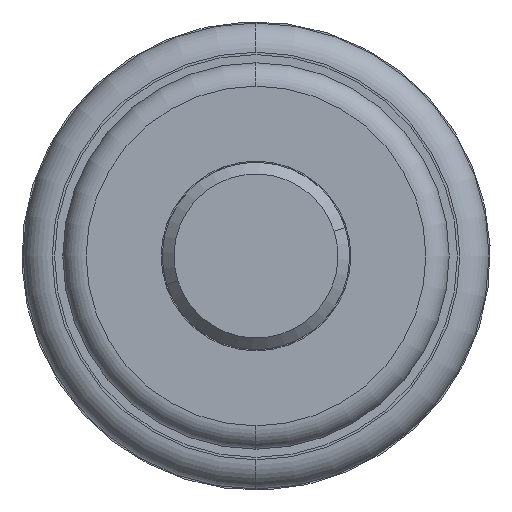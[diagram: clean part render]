
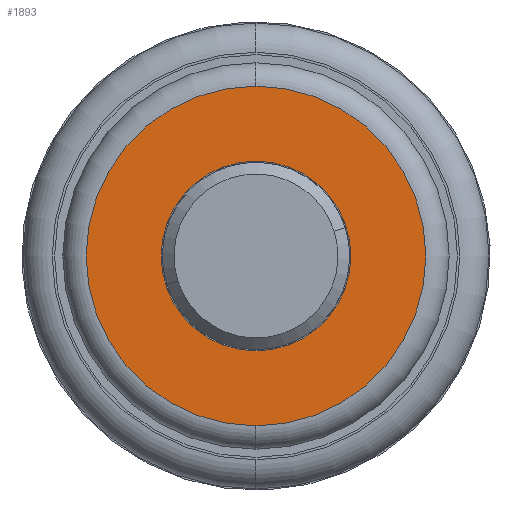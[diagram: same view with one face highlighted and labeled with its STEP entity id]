
A CAD part, left-side view. The second image highlights one B-rep face of the part: STEP entity #1893.
In plain terms, the highlighted planar face has unit normal (-1, 0, 0).
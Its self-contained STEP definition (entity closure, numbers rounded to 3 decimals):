
#115 = VERTEX_POINT ( 'NONE', #9916 ) ;
#261 = DIRECTION ( 'NONE',  ( 0., 0., -1. ) ) ;
#1893 = ADVANCED_FACE ( 'NONE', ( #14452, #10807 ), #14105, .T. ) ;
#2912 = EDGE_LOOP ( 'NONE', ( #18107, #13371 ) ) ;
#3612 = CARTESIAN_POINT ( 'NONE',  ( -2., 0., 0. ) ) ;
#3702 = EDGE_CURVE ( 'NONE', #8973, #115, #10225, .T. ) ;
#3891 = EDGE_CURVE ( 'NONE', #115, #8973, #20365, .T. ) ;
#4075 = DIRECTION ( 'NONE',  ( 1., 0., 0. ) ) ;
#4258 = DIRECTION ( 'NONE',  ( 0., 0., -1. ) ) ;
#5176 = EDGE_LOOP ( 'NONE', ( #9594, #6555 ) ) ;
#5367 = CARTESIAN_POINT ( 'NONE',  ( -2., 0., 0. ) ) ;
#5937 = CARTESIAN_POINT ( 'NONE',  ( -2., 0., 0. ) ) ;
#6291 = VERTEX_POINT ( 'NONE', #17169 ) ;
#6555 = ORIENTED_EDGE ( 'NONE', *, *, #10266, .T. ) ;
#6884 = CARTESIAN_POINT ( 'NONE',  ( -2., 0., 0. ) ) ;
#7002 = EDGE_CURVE ( 'NONE', #16054, #6291, #14364, .T. ) ;
#8219 = AXIS2_PLACEMENT_3D ( 'NONE', #14284, #4075, #14164 ) ;
#8500 = CIRCLE ( 'NONE', #21130, 4.05 ) ;
#8903 = DIRECTION ( 'NONE',  ( 0., 0., -1. ) ) ;
#8973 = VERTEX_POINT ( 'NONE', #12540 ) ;
#9594 = ORIENTED_EDGE ( 'NONE', *, *, #7002, .T. ) ;
#9916 = CARTESIAN_POINT ( 'NONE',  ( -2., 0., -7.25 ) ) ;
#10225 = CIRCLE ( 'NONE', #12790, 7.25 ) ;
#10242 = AXIS2_PLACEMENT_3D ( 'NONE', #6884, #16211, #8903 ) ;
#10266 = EDGE_CURVE ( 'NONE', #6291, #16054, #8500, .T. ) ;
#10807 = FACE_BOUND ( 'NONE', #5176, .T. ) ;
#12540 = CARTESIAN_POINT ( 'NONE',  ( -2., 0., 7.25 ) ) ;
#12790 = AXIS2_PLACEMENT_3D ( 'NONE', #3612, #17390, #261 ) ;
#13371 = ORIENTED_EDGE ( 'NONE', *, *, #3702, .F. ) ;
#13851 = DIRECTION ( 'NONE',  ( 1., 0., 0. ) ) ;
#14105 = PLANE ( 'NONE',  #19065 ) ;
#14164 = DIRECTION ( 'NONE',  ( 0., 0., 1. ) ) ;
#14284 = CARTESIAN_POINT ( 'NONE',  ( -2., 0., 0. ) ) ;
#14364 = CIRCLE ( 'NONE', #8219, 4.05 ) ;
#14452 = FACE_OUTER_BOUND ( 'NONE', #2912, .T. ) ;
#15681 = CARTESIAN_POINT ( 'NONE',  ( -2., 0., 4.05 ) ) ;
#15775 = DIRECTION ( 'NONE',  ( 0., 0., 1. ) ) ;
#16054 = VERTEX_POINT ( 'NONE', #15681 ) ;
#16211 = DIRECTION ( 'NONE',  ( 1., 0., 0. ) ) ;
#17169 = CARTESIAN_POINT ( 'NONE',  ( -2., 0., -4.05 ) ) ;
#17390 = DIRECTION ( 'NONE',  ( 1., 0., 0. ) ) ;
#18107 = ORIENTED_EDGE ( 'NONE', *, *, #3891, .F. ) ;
#19065 = AXIS2_PLACEMENT_3D ( 'NONE', #5937, #21752, #4258 ) ;
#20365 = CIRCLE ( 'NONE', #10242, 7.25 ) ;
#21130 = AXIS2_PLACEMENT_3D ( 'NONE', #5367, #13851, #15775 ) ;
#21752 = DIRECTION ( 'NONE',  ( -1., 0., 0. ) ) ;
